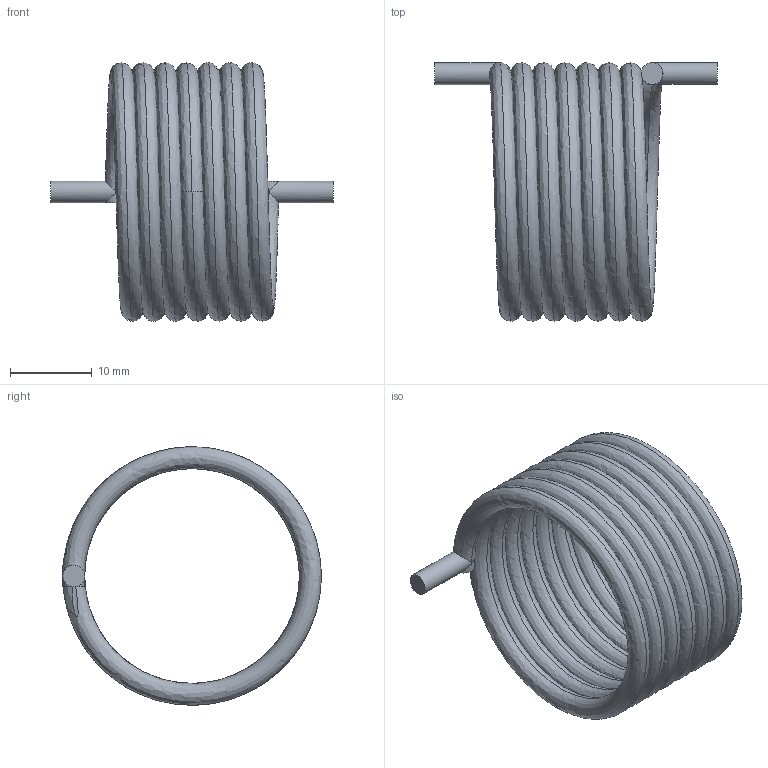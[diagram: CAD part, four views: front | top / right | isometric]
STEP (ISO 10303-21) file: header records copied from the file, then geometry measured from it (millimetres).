
FILE_DESCRIPTION(/* description */ (''),/* implementation_level */ '2;1');
FILE_NAME(/* name */ 'Spring v4.step',/* time_stamp */ '2024-04-16T13:18:35-04:00',/* author */ (''),/* organization */ (''),/* preprocessor_version */ 'ST-DEVELOPER v20',/* originating_system */ 'Autodesk Translation Framework v12.20.1.177',/* authorisation */ '');
FILE_SCHEMA (('AUTOMOTIVE_DESIGN { 1 0 10303 214 3 1 1 }'));
Length unit declared in the file: millimetre
Products named in the file (1): Spring
Bounding box: 34.67 x 31.7 x 31.7 mm (x, y, z)
Volume: 3657.9 mm3; surface area: 5498.8 mm2
Topology: 1 solids, 1 shells, 20 faces, 51 edges, 31 vertices
Faces by surface type: cylinder 10, plane 6, bspline 4
Full cylindrical faces by diameter (mm): 2.67 x2
Entity records: 15555 total; most frequent: CARTESIAN_POINT 15079, ORIENTED_EDGE 102, DIRECTION 74, EDGE_CURVE 51, AXIS2_PLACEMENT_3D 35, VERTEX_POINT 31, B_SPLINE_CURVE_WITH_KNOTS 29, EDGE_LOOP 22
